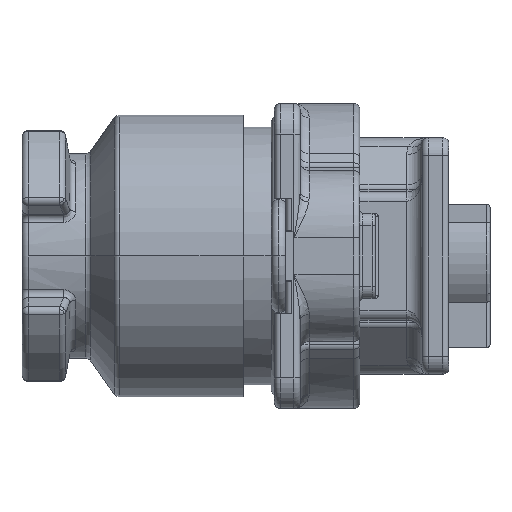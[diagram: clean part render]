
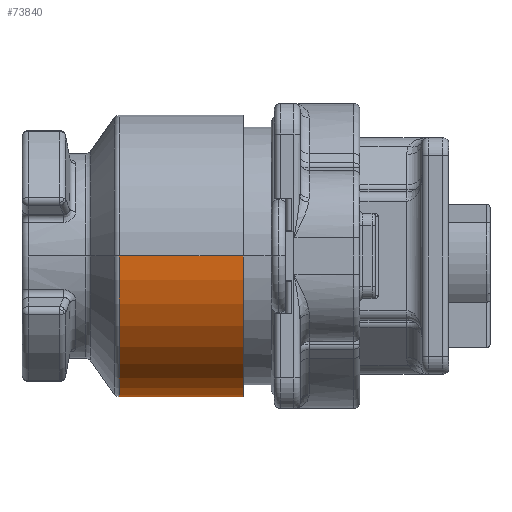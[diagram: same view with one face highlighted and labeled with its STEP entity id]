
A CAD part, left-side view. The second image highlights one B-rep face of the part: STEP entity #73840.
In plain terms, the highlighted cylindrical face has radius 23.1 mm (diameter 46.2 mm), a partial arc.
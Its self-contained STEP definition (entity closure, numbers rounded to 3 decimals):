
#72880=CARTESIAN_POINT('',(23.1,0.,77.032));
#72890=VERTEX_POINT('',#72880);
#72920=CARTESIAN_POINT('',(0.,0.,
77.032));
#72930=DIRECTION('',(0.,0.,1.));
#72940=DIRECTION('',(-1.,0.,0.));
#72950=AXIS2_PLACEMENT_3D('',#72920,#72930,#72940);
#72960=CIRCLE('',#72950,23.1);
#72970=CARTESIAN_POINT('',(-23.1,0.,77.032));
#72980=VERTEX_POINT('',#72970);
#73520=CARTESIAN_POINT('',(0.,0.,
67.125));
#73530=DIRECTION('',(0.,0.,1.));
#73540=DIRECTION('',(-1.,0.,0.));
#73550=AXIS2_PLACEMENT_3D('',#73520,#73530,#73540);
#73560=CYLINDRICAL_SURFACE('',#73550,23.1);
#73570=CARTESIAN_POINT('',(-23.1,0.,67.125));
#73580=DIRECTION('',(0.,0.,1.));
#73590=VECTOR('',#73580,1.);
#73600=LINE('',#73570,#73590);
#73610=CARTESIAN_POINT('',(-23.1,0.,56.7));
#73620=VERTEX_POINT('',#73610);
#73630=EDGE_CURVE('',#73620,#72980,#73600,.T.);
#73640=ORIENTED_EDGE('',*,*,#73630,.T.);
#73650=CARTESIAN_POINT('',(0.,0.,
56.7));
#73660=DIRECTION('',(0.,0.,-1.));
#73670=DIRECTION('',(-1.,0.,0.));
#73680=AXIS2_PLACEMENT_3D('',#73650,#73660,#73670);
#73690=CIRCLE('',#73680,23.1);
#73700=CARTESIAN_POINT('',(23.1,0.,56.7));
#73710=VERTEX_POINT('',#73700);
#73720=EDGE_CURVE('',#73620,#73710,#73690,.T.);
#73730=ORIENTED_EDGE('',*,*,#73720,.F.);
#73740=CARTESIAN_POINT('',(23.1,0.,67.125));
#73750=DIRECTION('',(0.,0.,1.));
#73760=VECTOR('',#73750,1.);
#73770=LINE('',#73740,#73760);
#73780=EDGE_CURVE('',#73710,#72890,#73770,.T.);
#73790=ORIENTED_EDGE('',*,*,#73780,.F.);
#73800=EDGE_CURVE('',#72890,#72980,#72960,.T.);
#73810=ORIENTED_EDGE('',*,*,#73800,.F.);
#73820=EDGE_LOOP('',(#73810,#73790,#73730,#73640));
#73830=FACE_OUTER_BOUND('',#73820,.T.);
#73840=ADVANCED_FACE('',(#73830),#73560,.T.);
